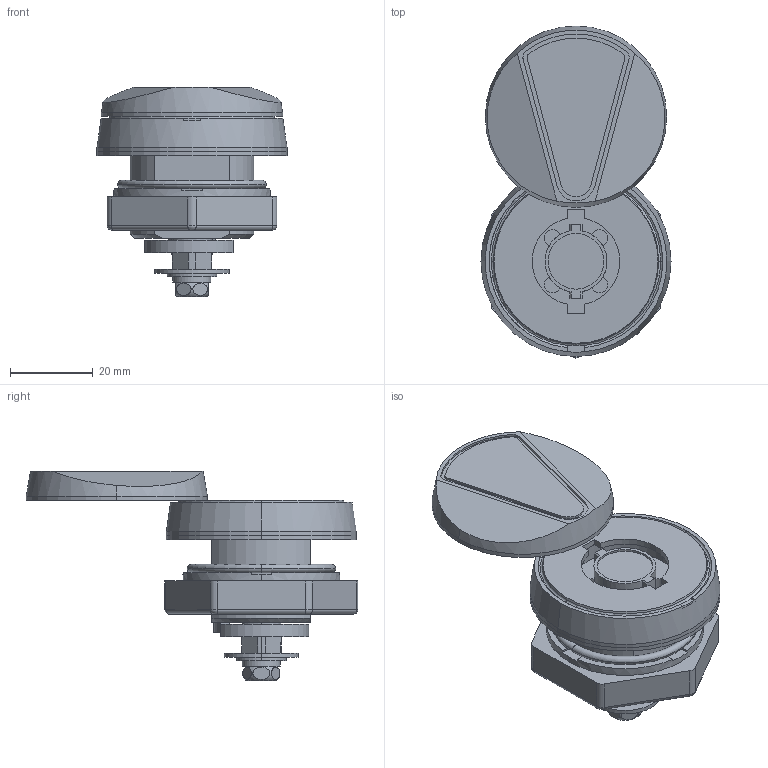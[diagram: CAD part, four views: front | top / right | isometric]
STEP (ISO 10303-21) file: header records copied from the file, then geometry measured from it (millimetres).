
FILE_DESCRIPTION (( 'STEP AP203' ), '1' );
FILE_NAME ('sone3D.STEP', '2013-12-10T02:09:03', ( '' ), ( '' ), 'SwSTEP 2.0', 'SolidWorks 2012', '' );
FILE_SCHEMA (( 'CONFIG_CONTROL_DESIGN' ));
Length unit declared in the file: millimetre
Products named in the file (12): sone3D; スプリングワッシャーM5_JIS B 1251 No.2 5; 廫帤寠晅偒榋妏儃儖僩M5_M5亊12; A-314-2平座金_; A-314-2スペーサー_; A-314-2六角ナット_; A-314-2儕儞僌儚僢僔儍乕_; A-314-2パッキン_; A-314-2ストッパー_; A-314-2キャップ_; A-314-2ローター_; A-314-2本体-2_
Assembly tree (11 placements, depth 2):
  sone3D
    A-314-2本体-2_
    A-314-2ローター_
    A-314-2キャップ_
    A-314-2ストッパー_
    A-314-2パッキン_
    A-314-2儕儞僌儚僢僔儍乕_
    A-314-2六角ナット_
    A-314-2スペーサー_
    A-314-2平座金_
    廫帤寠晅偒榋妏儃儖僩M5_M5亊12
    スプリングワッシャーM5_JIS B 1251 No.2 5
Bounding box: 46 x 80.31 x 50.6 mm (x, y, z)
Volume: 34890.6 mm3; surface area: 24648.5 mm2
Topology: 11 solids, 11 shells, 389 faces, 928 edges, 581 vertices
Faces by surface type: plane 159, cylinder 143, cone 34, torus 26, sphere 19, bspline 8
Entity records: 13078 total; most frequent: CARTESIAN_POINT 2630, DIRECTION 2066, ORIENTED_EDGE 1832, EDGE_CURVE 916, AXIS2_PLACEMENT_3D 835, VERTEX_POINT 581, CIRCLE 440, EDGE_LOOP 435
